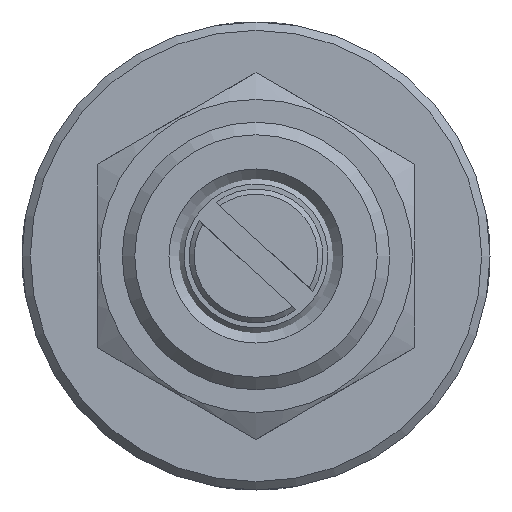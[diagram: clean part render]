
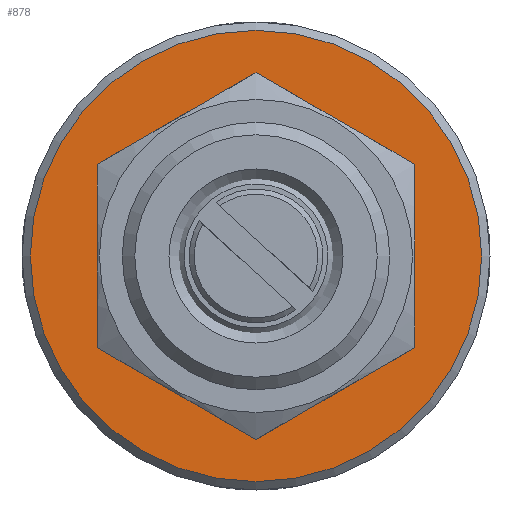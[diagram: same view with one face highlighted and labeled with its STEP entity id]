
A CAD part, left-side view. The second image highlights one B-rep face of the part: STEP entity #878.
In plain terms, the highlighted face is planar.
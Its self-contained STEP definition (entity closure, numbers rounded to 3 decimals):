
#55=FACE_BOUND('',#282,.T.);
#175=PLANE('',#1041);
#219=FACE_OUTER_BOUND('',#281,.T.);
#281=EDGE_LOOP('',(#739));
#282=EDGE_LOOP('',(#740));
#339=CIRCLE('',#1035,8.);
#341=CIRCLE('',#1038,13.5);
#427=VERTEX_POINT('',#1660);
#429=VERTEX_POINT('',#1666);
#531=EDGE_CURVE('',#427,#427,#339,.T.);
#534=EDGE_CURVE('',#429,#429,#341,.T.);
#739=ORIENTED_EDGE('',*,*,#534,.F.);
#740=ORIENTED_EDGE('',*,*,#531,.T.);
#878=ADVANCED_FACE('',(#219,#55),#175,.F.);
#1035=AXIS2_PLACEMENT_3D('',#1662,#1238,#1239);
#1038=AXIS2_PLACEMENT_3D('',#1668,#1245,#1246);
#1041=AXIS2_PLACEMENT_3D('',#1674,#1253,#1254);
#1238=DIRECTION('center_axis',(0.,0.,-1.));
#1239=DIRECTION('ref_axis',(-1.,0.,0.));
#1245=DIRECTION('center_axis',(0.,0.,-1.));
#1246=DIRECTION('ref_axis',(-1.,0.,0.));
#1253=DIRECTION('center_axis',(0.,0.,-1.));
#1254=DIRECTION('ref_axis',(-1.,0.,0.));
#1660=CARTESIAN_POINT('',(8.,0.,6.));
#1662=CARTESIAN_POINT('Origin',(0.,0.,6.));
#1666=CARTESIAN_POINT('',(13.5,0.,6.));
#1668=CARTESIAN_POINT('Origin',(0.,0.,6.));
#1674=CARTESIAN_POINT('Origin',(0.,0.,6.));
